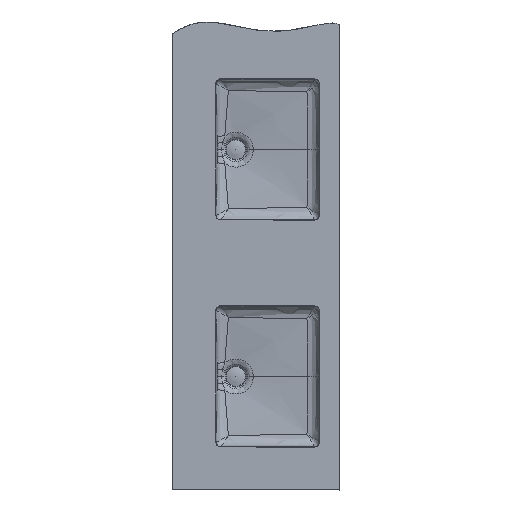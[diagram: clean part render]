
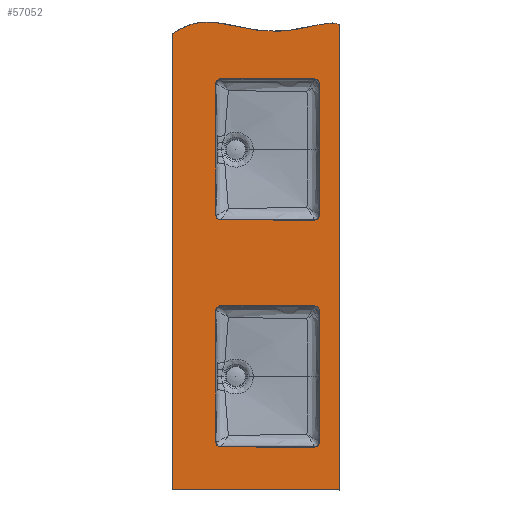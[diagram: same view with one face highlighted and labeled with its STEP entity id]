
A CAD part, top view. The second image highlights one B-rep face of the part: STEP entity #57052.
In plain terms, the highlighted planar face has unit normal (0, 0, 1).
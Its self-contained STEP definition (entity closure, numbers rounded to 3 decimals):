
#56348=CARTESIAN_POINT('',(800.69,353.143,15.0));
#56349=VERTEX_POINT('',#56348);
#56350=CARTESIAN_POINT('',(815.69,368.143,15.0));
#56351=VERTEX_POINT('',#56350);
#56352=CARTESIAN_POINT('',(815.69,353.143,15.0));
#56353=DIRECTION('',(0.0,0.0,-1.0));
#56354=DIRECTION('',(0.0,-1.0,0.0));
#56355=AXIS2_PLACEMENT_3D('',#56352,#56353,#56354);
#56356=CIRCLE('',#56355,15.0);
#56357=EDGE_CURVE('',#56349,#56351,#56356,.T.);
#56390=CARTESIAN_POINT('',(1220.69,368.143,15.0));
#56391=VERTEX_POINT('',#56390);
#56392=CARTESIAN_POINT('',(815.69,368.143,15.0));
#56393=DIRECTION('',(1.0,0.0,0.0));
#56394=VECTOR('',#56393,405.0);
#56395=LINE('',#56392,#56394);
#56396=EDGE_CURVE('',#56351,#56391,#56395,.T.);
#56421=CARTESIAN_POINT('',(1235.69,353.143,15.0));
#56422=VERTEX_POINT('',#56421);
#56423=CARTESIAN_POINT('',(1220.69,353.143,15.0));
#56424=DIRECTION('',(0.0,0.0,-1.0));
#56425=DIRECTION('',(-1.0,0.0,0.0));
#56426=AXIS2_PLACEMENT_3D('',#56423,#56424,#56425);
#56427=CIRCLE('',#56426,15.0);
#56428=EDGE_CURVE('',#56391,#56422,#56427,.T.);
#56454=CARTESIAN_POINT('',(1235.69,63.143,15.0));
#56455=VERTEX_POINT('',#56454);
#56456=CARTESIAN_POINT('',(1235.69,353.143,15.0));
#56457=DIRECTION('',(0.0,-1.0,0.0));
#56458=VECTOR('',#56457,290.0);
#56459=LINE('',#56456,#56458);
#56460=EDGE_CURVE('',#56422,#56455,#56459,.T.);
#56485=CARTESIAN_POINT('',(1220.69,48.143,15.0));
#56486=VERTEX_POINT('',#56485);
#56487=CARTESIAN_POINT('',(1220.69,63.143,15.0));
#56488=DIRECTION('',(0.0,0.0,-1.0));
#56489=DIRECTION('',(0.0,1.0,0.0));
#56490=AXIS2_PLACEMENT_3D('',#56487,#56488,#56489);
#56491=CIRCLE('',#56490,15.);
#56492=EDGE_CURVE('',#56455,#56486,#56491,.T.);
#56518=CARTESIAN_POINT('',(815.69,48.143,15.0));
#56519=VERTEX_POINT('',#56518);
#56520=CARTESIAN_POINT('',(1220.69,48.143,15.0));
#56521=DIRECTION('',(-1.0,0.0,0.0));
#56522=VECTOR('',#56521,405.0);
#56523=LINE('',#56520,#56522);
#56524=EDGE_CURVE('',#56486,#56519,#56523,.T.);
#56549=CARTESIAN_POINT('',(800.69,63.143,15.0));
#56550=VERTEX_POINT('',#56549);
#56551=CARTESIAN_POINT('',(815.69,63.143,15.0));
#56552=DIRECTION('',(0.0,0.0,-1.0));
#56553=DIRECTION('',(1.0,0.0,0.0));
#56554=AXIS2_PLACEMENT_3D('',#56551,#56552,#56553);
#56555=CIRCLE('',#56554,15.0);
#56556=EDGE_CURVE('',#56519,#56550,#56555,.T.);
#56582=CARTESIAN_POINT('',(800.69,63.143,15.0));
#56583=DIRECTION('',(0.0,1.0,0.0));
#56584=VECTOR('',#56583,290.0);
#56585=LINE('',#56582,#56584);
#56586=EDGE_CURVE('',#56550,#56349,#56585,.T.);
#56604=CARTESIAN_POINT('',(100.69,353.143,15.0));
#56605=VERTEX_POINT('',#56604);
#56606=CARTESIAN_POINT('',(115.69,368.143,15.0));
#56607=VERTEX_POINT('',#56606);
#56608=CARTESIAN_POINT('',(115.69,353.143,15.0));
#56609=DIRECTION('',(0.0,0.0,-1.0));
#56610=DIRECTION('',(0.0,1.0,0.0));
#56611=AXIS2_PLACEMENT_3D('',#56608,#56609,#56610);
#56612=CIRCLE('',#56611,15.);
#56613=EDGE_CURVE('',#56605,#56607,#56612,.T.);
#56646=CARTESIAN_POINT('',(520.69,368.143,15.0));
#56647=VERTEX_POINT('',#56646);
#56648=CARTESIAN_POINT('',(115.69,368.143,15.0));
#56649=DIRECTION('',(1.0,0.0,0.0));
#56650=VECTOR('',#56649,405.0);
#56651=LINE('',#56648,#56650);
#56652=EDGE_CURVE('',#56607,#56647,#56651,.T.);
#56677=CARTESIAN_POINT('',(535.69,353.143,15.0));
#56678=VERTEX_POINT('',#56677);
#56679=CARTESIAN_POINT('',(520.69,353.143,15.0));
#56680=DIRECTION('',(0.0,0.0,-1.0));
#56681=DIRECTION('',(1.0,0.0,0.0));
#56682=AXIS2_PLACEMENT_3D('',#56679,#56680,#56681);
#56683=CIRCLE('',#56682,15.);
#56684=EDGE_CURVE('',#56647,#56678,#56683,.T.);
#56710=CARTESIAN_POINT('',(535.69,63.143,15.0));
#56711=VERTEX_POINT('',#56710);
#56712=CARTESIAN_POINT('',(535.69,353.143,15.0));
#56713=DIRECTION('',(0.0,-1.0,0.0));
#56714=VECTOR('',#56713,290.0);
#56715=LINE('',#56712,#56714);
#56716=EDGE_CURVE('',#56678,#56711,#56715,.T.);
#56741=CARTESIAN_POINT('',(520.69,48.143,15.0));
#56742=VERTEX_POINT('',#56741);
#56743=CARTESIAN_POINT('',(520.69,63.143,15.0));
#56744=DIRECTION('',(0.0,0.0,-1.0));
#56745=DIRECTION('',(0.0,-1.0,0.0));
#56746=AXIS2_PLACEMENT_3D('',#56743,#56744,#56745);
#56747=CIRCLE('',#56746,15.0);
#56748=EDGE_CURVE('',#56711,#56742,#56747,.T.);
#56774=CARTESIAN_POINT('',(115.69,48.143,15.0));
#56775=VERTEX_POINT('',#56774);
#56776=CARTESIAN_POINT('',(520.69,48.143,15.0));
#56777=DIRECTION('',(-1.0,0.0,0.0));
#56778=VECTOR('',#56777,405.);
#56779=LINE('',#56776,#56778);
#56780=EDGE_CURVE('',#56742,#56775,#56779,.T.);
#56805=CARTESIAN_POINT('',(100.69,63.143,15.0));
#56806=VERTEX_POINT('',#56805);
#56807=CARTESIAN_POINT('',(115.69,63.143,15.0));
#56808=DIRECTION('',(0.0,0.0,-1.0));
#56809=DIRECTION('',(-1.0,0.0,0.0));
#56810=AXIS2_PLACEMENT_3D('',#56807,#56808,#56809);
#56811=CIRCLE('',#56810,15.);
#56812=EDGE_CURVE('',#56775,#56806,#56811,.T.);
#56838=CARTESIAN_POINT('',(100.69,63.143,15.0));
#56839=DIRECTION('',(0.0,1.0,0.0));
#56840=VECTOR('',#56839,290.0);
#56841=LINE('',#56838,#56840);
#56842=EDGE_CURVE('',#56806,#56605,#56841,.T.);
#56860=CARTESIAN_POINT('',(-31.81,501.596,15.0));
#56861=VERTEX_POINT('',#56860);
#56862=CARTESIAN_POINT('',(1374.829,501.596,15.0));
#56863=VERTEX_POINT('',#56862);
#56864=CARTESIAN_POINT('',(-31.81,501.596,15.0));
#56865=DIRECTION('',(1.0,0.0,0.0));
#56866=VECTOR('',#56865,1406.639);
#56867=LINE('',#56864,#56866);
#56868=EDGE_CURVE('',#56861,#56863,#56867,.T.);
#56906=CARTESIAN_POINT('',(1402.463,-13.404,15.0));
#56907=VERTEX_POINT('',#56906);
#56908=CARTESIAN_POINT('',(1374.829,501.596,15.0));
#56909=CARTESIAN_POINT('',(1499.218,324.436,15.0));
#56910=CARTESIAN_POINT('',(1264.924,245.896,15.0));
#56911=CARTESIAN_POINT('',(1443.328,48.898,15.0));
#56912=CARTESIAN_POINT('',(1402.463,-13.404,15.0));
#56913=QUASI_UNIFORM_CURVE('',4,(#56908,#56909,#56910,#56911,#56912),.UNSPECIFIED.,.F.,.U.);
#56914=EDGE_CURVE('',#56863,#56907,#56913,.T.);
#56941=CARTESIAN_POINT('',(-31.81,-13.404,15.0));
#56942=VERTEX_POINT('',#56941);
#56943=CARTESIAN_POINT('',(1402.463,-13.404,15.0));
#56944=DIRECTION('',(-1.0,0.0,0.0));
#56945=VECTOR('',#56944,1434.273);
#56946=LINE('',#56943,#56945);
#56947=EDGE_CURVE('',#56907,#56942,#56946,.T.);
#56972=CARTESIAN_POINT('',(-31.81,-13.404,15.0));
#56973=DIRECTION('',(0.0,1.0,0.0));
#56974=VECTOR('',#56973,515.0);
#56975=LINE('',#56972,#56974);
#56976=EDGE_CURVE('',#56942,#56861,#56975,.T.);
#57021=CARTESIAN_POINT('',(681.928,239.514,15.0));
#57022=DIRECTION('',(0.0,0.0,1.0));
#57023=DIRECTION('',(1.0,0.0,0.0));
#57024=AXIS2_PLACEMENT_3D('',#57021,#57022,#57023);
#57025=PLANE('',#57024);
#57026=ORIENTED_EDGE('',*,*,#56868,.F.);
#57027=ORIENTED_EDGE('',*,*,#56976,.F.);
#57028=ORIENTED_EDGE('',*,*,#56947,.F.);
#57029=ORIENTED_EDGE('',*,*,#56914,.F.);
#57030=EDGE_LOOP('',(#57026,#57027,#57028,#57029));
#57031=FACE_OUTER_BOUND('',#57030,.T.);
#57032=ORIENTED_EDGE('',*,*,#56357,.T.);
#57033=ORIENTED_EDGE('',*,*,#56396,.T.);
#57034=ORIENTED_EDGE('',*,*,#56428,.T.);
#57035=ORIENTED_EDGE('',*,*,#56460,.T.);
#57036=ORIENTED_EDGE('',*,*,#56492,.T.);
#57037=ORIENTED_EDGE('',*,*,#56524,.T.);
#57038=ORIENTED_EDGE('',*,*,#56556,.T.);
#57039=ORIENTED_EDGE('',*,*,#56586,.T.);
#57040=EDGE_LOOP('',(#57032,#57033,#57034,#57035,#57036,#57037,#57038,#57039));
#57041=FACE_BOUND('',#57040,.T.);
#57042=ORIENTED_EDGE('',*,*,#56613,.T.);
#57043=ORIENTED_EDGE('',*,*,#56652,.T.);
#57044=ORIENTED_EDGE('',*,*,#56684,.T.);
#57045=ORIENTED_EDGE('',*,*,#56716,.T.);
#57046=ORIENTED_EDGE('',*,*,#56748,.T.);
#57047=ORIENTED_EDGE('',*,*,#56780,.T.);
#57048=ORIENTED_EDGE('',*,*,#56812,.T.);
#57049=ORIENTED_EDGE('',*,*,#56842,.T.);
#57050=EDGE_LOOP('',(#57042,#57043,#57044,#57045,#57046,#57047,#57048,#57049));
#57051=FACE_BOUND('',#57050,.T.);
#57052=ADVANCED_FACE('',(#57031,#57041,#57051),#57025,.T.);
